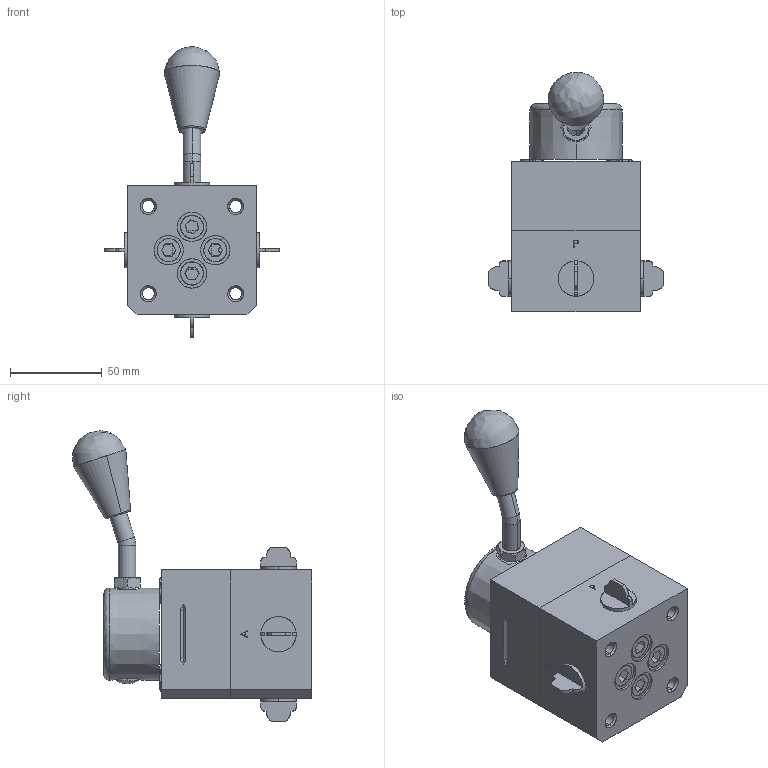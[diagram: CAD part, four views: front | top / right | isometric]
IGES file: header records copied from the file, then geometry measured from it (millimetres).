
Start section: SolidWorks IGES file using analytic representation for surfaces
Global section: file name: ECA'182-E1F-B DCV.IGS; native system: SolidWorks 2017; preprocessor: SolidWorks 2017; author: afp; date: 200430.133933; units: millimetre
Bounding box: 95 x 130.43 x 158.44 mm (x, y, z)
Surface area: 62459.5 mm2 (no closed solid volume)
Topology: 0 solids, 0 shells, 341 faces, 4670 edges, 4669 vertices
Faces by surface type: bspline 203, revolution 138
